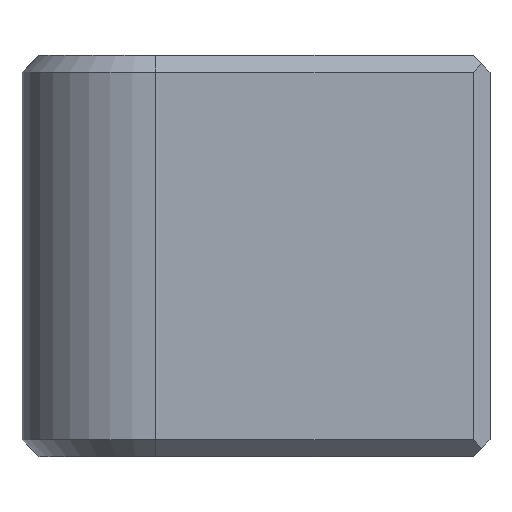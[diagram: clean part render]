
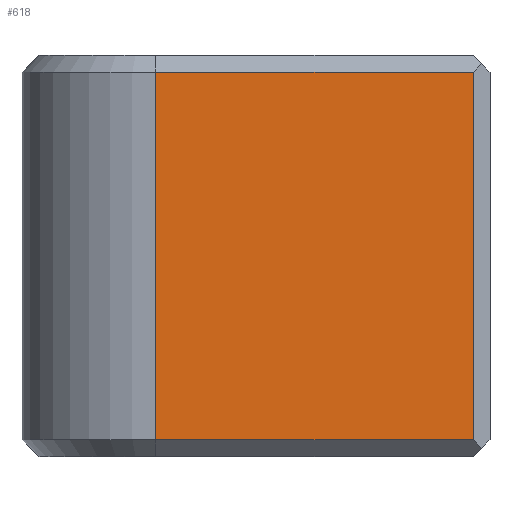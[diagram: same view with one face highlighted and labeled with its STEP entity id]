
A CAD part, left-side view. The second image highlights one B-rep face of the part: STEP entity #618.
In plain terms, the highlighted free-form (B-spline) face has degree [1, 1] with [2, 2] control points.
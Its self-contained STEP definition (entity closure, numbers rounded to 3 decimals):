
#197 = VERTEX_POINT('',#198);
#198 = CARTESIAN_POINT('',(-4.,-9.5,5.5));
#204 = EDGE_CURVE('',#197,#205,#207,.T.);
#205 = VERTEX_POINT('',#206);
#206 = CARTESIAN_POINT('',(-4.,-9.5,-5.5));
#207 = LINE('',#208,#209);
#208 = CARTESIAN_POINT('',(-4.,-9.5,5.5));
#209 = VECTOR('',#210,1.);
#210 = DIRECTION('',(0.,0.,-1.));
#227 = EDGE_CURVE('',#228,#205,#230,.T.);
#228 = VERTEX_POINT('',#229);
#229 = CARTESIAN_POINT('',(-4.,0.,-5.5
    ));
#230 = LINE('',#231,#232);
#231 = CARTESIAN_POINT('',(-4.,0.,
    -5.5));
#232 = VECTOR('',#233,1.);
#233 = DIRECTION('',(0.,-1.,0.));
#600 = VERTEX_POINT('',#601);
#601 = CARTESIAN_POINT('',(-4.,0.,5.5));
#607 = EDGE_CURVE('',#600,#197,#608,.T.);
#608 = LINE('',#609,#610);
#609 = CARTESIAN_POINT('',(-4.,0.,5.5)
  );
#610 = VECTOR('',#611,1.);
#611 = DIRECTION('',(0.,-1.,0.));
#618 = ADVANCED_FACE('',(#619),#630,.F.);
#619 = FACE_BOUND('',#620,.F.);
#620 = EDGE_LOOP('',(#621,#622,#628,#629));
#621 = ORIENTED_EDGE('',*,*,#227,.F.);
#622 = ORIENTED_EDGE('',*,*,#623,.T.);
#623 = EDGE_CURVE('',#228,#600,#624,.T.);
#624 = LINE('',#625,#626);
#625 = CARTESIAN_POINT('',(-4.,0.,
    -5.5));
#626 = VECTOR('',#627,1.);
#627 = DIRECTION('',(0.,0.,1.));
#628 = ORIENTED_EDGE('',*,*,#607,.T.);
#629 = ORIENTED_EDGE('',*,*,#204,.T.);
#630 = B_SPLINE_SURFACE_WITH_KNOTS('',1,1,(
    (#631,#632)
    ,(#633,#634
    )),.UNSPECIFIED.,.F.,.F.,.F.,(2,2),(2,2),(-0.19,9.69),(-11.72,-0.28)
  ,.PIECEWISE_BEZIER_KNOTS.);
#631 = CARTESIAN_POINT('',(-4.,0.19,5.72));
#632 = CARTESIAN_POINT('',(-4.,0.19,-5.72));
#633 = CARTESIAN_POINT('',(-4.,-9.69,5.72));
#634 = CARTESIAN_POINT('',(-4.,-9.69,-5.72));
